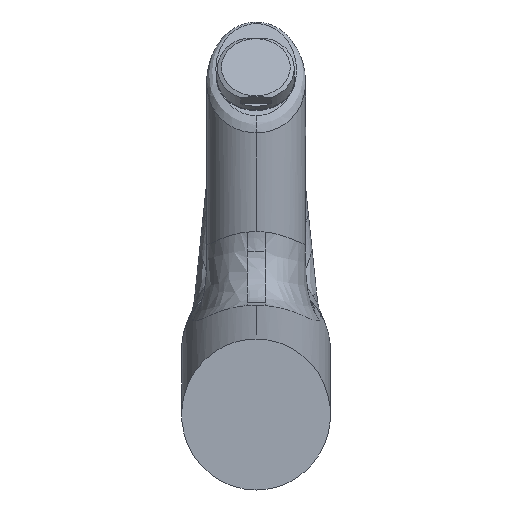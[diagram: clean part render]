
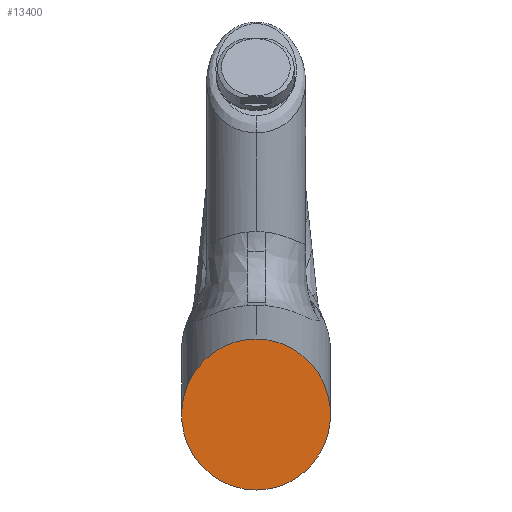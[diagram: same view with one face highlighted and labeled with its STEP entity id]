
A CAD part, front view. The second image highlights one B-rep face of the part: STEP entity #13400.
In plain terms, the highlighted planar face has unit normal (0, -1, 0).
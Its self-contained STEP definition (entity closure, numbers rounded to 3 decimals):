
#950 = VERTEX_POINT ( 'NONE', #2581 ) ;
#1535 = FACE_OUTER_BOUND ( 'NONE', #9537, .T. ) ;
#1768 = CARTESIAN_POINT ( 'NONE',  ( 46.581, 0., 23.66 ) ) ;
#2581 = CARTESIAN_POINT ( 'NONE',  ( 0.081, 0., 23.66 ) ) ;
#2642 = VERTEX_POINT ( 'NONE', #4428 ) ;
#4428 = CARTESIAN_POINT ( 'NONE',  ( 0.081, 0., -23.487 ) ) ;
#4569 = AXIS2_PLACEMENT_3D ( 'NONE', #14264, #9631, #11969 ) ;
#5359 = CARTESIAN_POINT ( 'NONE',  ( 0.081, 0., -23.487 ) ) ;
#5417 =( BOUNDED_CURVE ( )  B_SPLINE_CURVE ( 3, ( #10363, #1768, #11138, #5359 ),
 .UNSPECIFIED., .F., .T. ) 
 B_SPLINE_CURVE_WITH_KNOTS ( ( 4, 4 ),
 ( 0., 3.142 ),
 .UNSPECIFIED. ) 
 CURVE ( )  GEOMETRIC_REPRESENTATION_ITEM ( )  RATIONAL_B_SPLINE_CURVE ( ( 1., 0.333, 0.333, 1. ) ) 
 REPRESENTATION_ITEM ( '' )  );
#5501 = CARTESIAN_POINT ( 'NONE',  ( -46.419, 0., 23.66 ) ) ;
#7769 = CARTESIAN_POINT ( 'NONE',  ( 0.081, 0., -23.487 ) ) ;
#7823 = CARTESIAN_POINT ( 'NONE',  ( 0.081, 0., 23.66 ) ) ;
#7938 = ORIENTED_EDGE ( 'NONE', *, *, #12805, .F. ) ;
#8269 =( BOUNDED_CURVE ( )  B_SPLINE_CURVE ( 3, ( #7769, #8878, #5501, #7823 ),
 .UNSPECIFIED., .F., .T. ) 
 B_SPLINE_CURVE_WITH_KNOTS ( ( 4, 4 ),
 ( 3.142, 6.283 ),
 .UNSPECIFIED. ) 
 CURVE ( )  GEOMETRIC_REPRESENTATION_ITEM ( )  RATIONAL_B_SPLINE_CURVE ( ( 1., 0.333, 0.333, 1. ) ) 
 REPRESENTATION_ITEM ( '' )  );
#8770 = EDGE_CURVE ( 'NONE', #2642, #950, #8269, .T. ) ;
#8878 = CARTESIAN_POINT ( 'NONE',  ( -46.419, 0., -23.487 ) ) ;
#8972 = PLANE ( 'NONE',  #4569 ) ;
#9394 = ORIENTED_EDGE ( 'NONE', *, *, #8770, .F. ) ;
#9537 = EDGE_LOOP ( 'NONE', ( #7938, #9394 ) ) ;
#9631 = DIRECTION ( 'NONE',  ( 0., -1., 0. ) ) ;
#10363 = CARTESIAN_POINT ( 'NONE',  ( 0.081, 0., 23.66 ) ) ;
#11138 = CARTESIAN_POINT ( 'NONE',  ( 46.581, 0., -23.487 ) ) ;
#11969 = DIRECTION ( 'NONE',  ( -1., 0., 0. ) ) ;
#12805 = EDGE_CURVE ( 'NONE', #950, #2642, #5417, .T. ) ;
#13400 = ADVANCED_FACE ( 'NONE', ( #1535 ), #8972, .T. ) ;
#14264 = CARTESIAN_POINT ( 'NONE',  ( -23.634, 0., -23.959 ) ) ;
